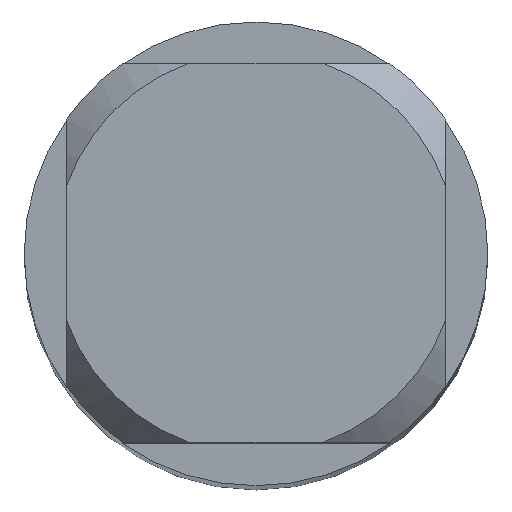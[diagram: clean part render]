
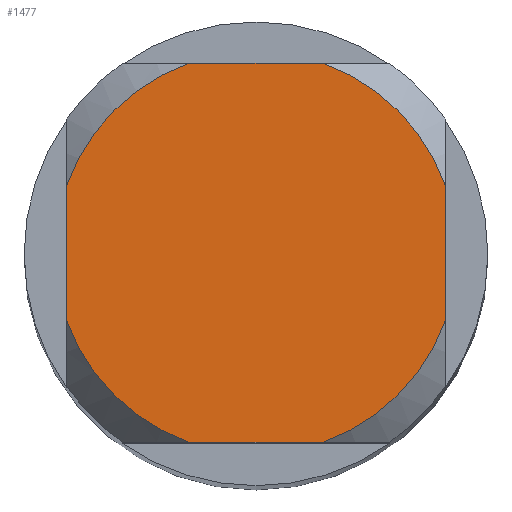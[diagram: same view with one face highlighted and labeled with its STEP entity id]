
A CAD part, top view. The second image highlights one B-rep face of the part: STEP entity #1477.
In plain terms, the highlighted planar face has unit normal (0, 0, 1).
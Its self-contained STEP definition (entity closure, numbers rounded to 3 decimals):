
#1477=ADVANCED_FACE('',(#4204),#4205,.T.);
#1511=EDGE_CURVE('',#2765,#1841,#4242,.T.);
#1577=EDGE_CURVE('',#3667,#1995,#4312,.T.);
#1765=EDGE_CURVE('',#1907,#3171,#4521,.T.);
#1841=VERTEX_POINT('',#4602);
#1907=VERTEX_POINT('',#4672);
#1995=VERTEX_POINT('',#4768);
#2169=EDGE_CURVE('',#2805,#1841,#4960,.T.);
#2347=EDGE_CURVE('',#2805,#3171,#5148,.T.);
#2765=VERTEX_POINT('',#5611);
#2805=VERTEX_POINT('',#5654);
#3055=EDGE_CURVE('',#1907,#3351,#5926,.T.);
#3171=VERTEX_POINT('',#6055);
#3251=EDGE_CURVE('',#3667,#3351,#6144,.T.);
#3351=VERTEX_POINT('',#6256);
#3667=VERTEX_POINT('',#6592);
#3953=EDGE_CURVE('',#2765,#1995,#6901,.T.);
#4204=FACE_OUTER_BOUND('',#7312,.T.);
#4205=PLANE('',#7313);
#4242=CIRCLE('',#7394,2.6);
#4312=CIRCLE('',#7572,2.6);
#4521=LINE('',#8054,#8055);
#4602=CARTESIAN_POINT('',(-2.45,-0.87,0.0));
#4672=CARTESIAN_POINT('',(0.87,2.45,0.0));
#4768=CARTESIAN_POINT('',(0.87,-2.45,0.0));
#4960=LINE('',#9531,#9532);
#5148=CIRCLE('',#9997,2.6);
#5611=CARTESIAN_POINT('',(-0.87,-2.45,0.0));
#5654=CARTESIAN_POINT('',(-2.45,0.87,0.0));
#5926=CIRCLE('',#11904,2.6);
#6055=CARTESIAN_POINT('',(-0.87,2.45,0.0));
#6144=LINE('',#12424,#12425);
#6256=CARTESIAN_POINT('',(2.45,0.87,0.0));
#6592=CARTESIAN_POINT('',(2.45,-0.87,0.0));
#6901=LINE('',#14841,#14842);
#7312=EDGE_LOOP('',(#15284,#15285,#15286,#15287,#15288,#15289,#15290,#15291));
#7313=AXIS2_PLACEMENT_3D('',#15292,#15293,#15294);
#7394=AXIS2_PLACEMENT_3D('',#15329,#15330,#15331);
#7572=AXIS2_PLACEMENT_3D('',#15382,#15383,#15384);
#8054=CARTESIAN_POINT('',(0.0,2.45,0.0));
#8055=VECTOR('',#15606,1.0);
#9531=CARTESIAN_POINT('',(-2.45,0.65,0.0));
#9532=VECTOR('',#16128,1.0);
#9997=AXIS2_PLACEMENT_3D('',#16305,#16306,#16307);
#11904=AXIS2_PLACEMENT_3D('',#17134,#17135,#17136);
#12424=CARTESIAN_POINT('',(2.45,0.65,0.0));
#12425=VECTOR('',#17401,1.0);
#14841=CARTESIAN_POINT('',(0.0,-2.45,0.0));
#14842=VECTOR('',#18259,1.0);
#15284=ORIENTED_EDGE('',*,*,#2169,.T.);
#15285=ORIENTED_EDGE('',*,*,#1511,.F.);
#15286=ORIENTED_EDGE('',*,*,#3953,.T.);
#15287=ORIENTED_EDGE('',*,*,#1577,.F.);
#15288=ORIENTED_EDGE('',*,*,#3251,.T.);
#15289=ORIENTED_EDGE('',*,*,#3055,.F.);
#15290=ORIENTED_EDGE('',*,*,#1765,.T.);
#15291=ORIENTED_EDGE('',*,*,#2347,.F.);
#15292=CARTESIAN_POINT('',(0.0,1.3,0.0));
#15293=DIRECTION('',(-0.0,0.0,1.0));
#15294=DIRECTION('',(0.0,-1.0,0.0));
#15329=CARTESIAN_POINT('',(0.0,0.0,0.0));
#15330=DIRECTION('',(0.0,0.0,-1.0));
#15331=DIRECTION('',(0.0,1.0,0.0));
#15382=CARTESIAN_POINT('',(0.0,0.0,0.0));
#15383=DIRECTION('',(0.0,0.0,-1.0));
#15384=DIRECTION('',(0.0,1.0,0.0));
#15606=DIRECTION('',(-1.0,0.0,0.0));
#16128=DIRECTION('',(-0.0,-1.0,0.0));
#16305=CARTESIAN_POINT('',(0.0,0.0,0.0));
#16306=DIRECTION('',(0.0,0.0,-1.0));
#16307=DIRECTION('',(0.0,1.0,0.0));
#17134=CARTESIAN_POINT('',(0.0,0.0,0.0));
#17135=DIRECTION('',(0.0,0.0,-1.0));
#17136=DIRECTION('',(0.0,1.0,0.0));
#17401=DIRECTION('',(-0.0,1.0,0.0));
#18259=DIRECTION('',(1.0,0.0,0.0));
